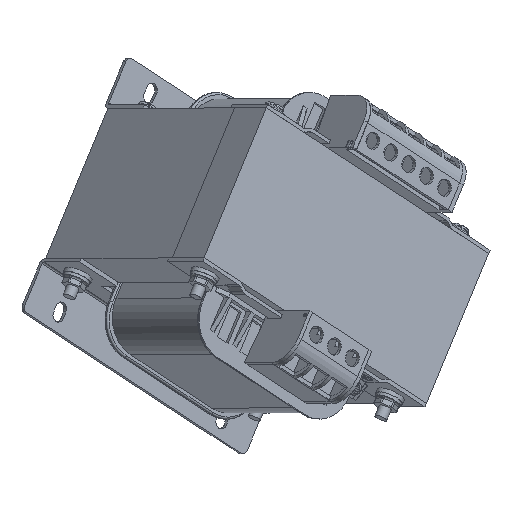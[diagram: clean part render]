
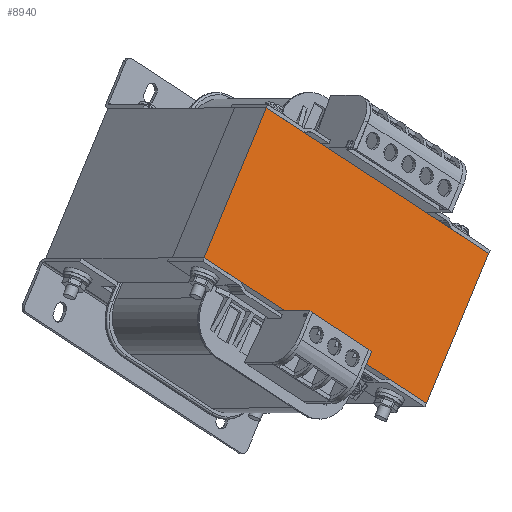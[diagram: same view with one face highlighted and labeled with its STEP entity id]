
A CAD part, top view. The second image highlights one B-rep face of the part: STEP entity #8940.
In plain terms, the highlighted face is planar.
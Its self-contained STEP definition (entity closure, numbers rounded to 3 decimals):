
#8235=DIRECTION('',(-1.,0.,0.));
#8236=VECTOR('',#8235,150.);
#8237=CARTESIAN_POINT('',(75.,25.,0.));
#8238=LINE('',#8237,#8236);
#8355=DIRECTION('',(-1.,0.,0.));
#8356=VECTOR('',#8355,150.);
#8357=CARTESIAN_POINT('',(75.,25.,80.7));
#8358=LINE('',#8357,#8356);
#8431=DIRECTION('',(0.,0.,1.));
#8432=VECTOR('',#8431,80.7);
#8433=CARTESIAN_POINT('',(-75.,25.,0.));
#8434=LINE('',#8433,#8432);
#8435=DIRECTION('',(0.,0.,1.));
#8436=VECTOR('',#8435,80.7);
#8437=CARTESIAN_POINT('',(75.,25.,0.));
#8438=LINE('',#8437,#8436);
#8472=CARTESIAN_POINT('',(75.,25.,0.));
#8474=VERTEX_POINT('',#8472);
#8475=CARTESIAN_POINT('',(-75.,25.,0.));
#8476=VERTEX_POINT('',#8475);
#8516=CARTESIAN_POINT('',(75.,25.,80.7));
#8518=VERTEX_POINT('',#8516);
#8519=CARTESIAN_POINT('',(-75.,25.,80.7));
#8520=VERTEX_POINT('',#8519);
#8929=CARTESIAN_POINT('',(75.,25.,0.));
#8930=DIRECTION('',(0.,1.,0.));
#8931=DIRECTION('',(-1.,0.,0.));
#8932=AXIS2_PLACEMENT_3D('',#8929,#8930,#8931);
#8933=PLANE('',#8932);
#8934=ORIENTED_EDGE('',*,*,#8534,.F.);
#8935=ORIENTED_EDGE('',*,*,#8872,.T.);
#8936=ORIENTED_EDGE('',*,*,#8634,.T.);
#8937=ORIENTED_EDGE('',*,*,#8922,.F.);
#8938=EDGE_LOOP('',(#8934,#8935,#8936,#8937));
#8939=FACE_OUTER_BOUND('',#8938,.F.);
#8534=EDGE_CURVE('',#8474,#8476,#8238,.T.);
#8634=EDGE_CURVE('',#8518,#8520,#8358,.T.);
#8872=EDGE_CURVE('',#8474,#8518,#8438,.T.);
#8922=EDGE_CURVE('',#8476,#8520,#8434,.T.);
#8940=ADVANCED_FACE('',(#8939),#8933,.T.);
